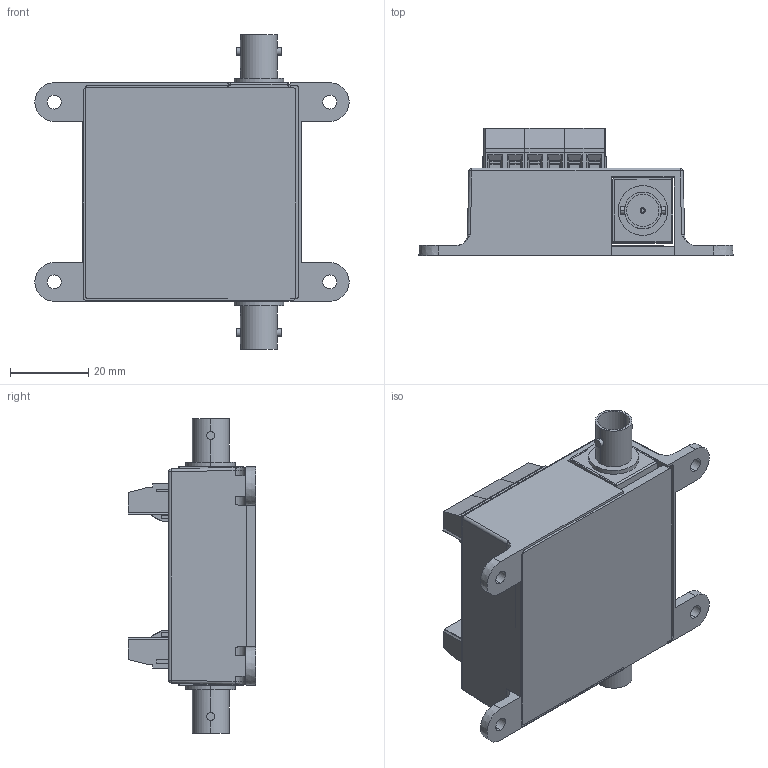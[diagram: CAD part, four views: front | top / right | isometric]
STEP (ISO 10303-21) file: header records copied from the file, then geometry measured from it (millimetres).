
FILE_DESCRIPTION (( 'STEP AP214' ), '1' );
FILE_NAME ('1101-607-1-E.STEP', '2019-01-24T19:58:03', ( '' ), ( '' ), 'SwSTEP 2.0', 'SolidWorks 2018', '' );
FILE_SCHEMA (( 'AUTOMOTIVE_DESIGN' ));
Length unit declared in the file: inch
Products named in the file (33): 1101-607-1-E; 2001-050; 2105-243; 2003-4015; 2250-670; Jack Assy 221245-1^2500-221; 2001-161-1; 2001-161-2_BNC assy; 2001-161; 2001-161-1_BNC assy; 2001-049; 2200-317; Jam Nut 1-330249-1^2500-221; 2021-193; 2003-1620; 2500-221; 2250-671; 2001-161-2
Assembly tree (21 placements, depth 4):
  1101-607-1-E
    2021-193
      2001-050
    2250-670
      2200-317
      2105-243  x6
    2250-671
      2001-161
        2001-161-1_BNC assy
        2001-161-2_BNC assy
      2500-221  x2
        Jack Assy 221245-1^2500-221
        Jam Nut 1-330249-1^2500-221
    2001-049
    2003-4015
    2003-1620
  2001-050
  Jack Assy 221245-1^2500-221
  2001-161-1
  2105-243
Bounding box: 80.37 x 32.64 x 80.52 mm (x, y, z)
Volume: 32163.2 mm3; surface area: 50225.5 mm2
Topology: 53 solids, 53 shells, 4745 faces, 12858 edges, 8508 vertices
Faces by surface type: plane 3668, bspline 694, cylinder 375, cone 4, sphere 4
Entity records: 181871 total; most frequent: CARTESIAN_POINT 58472, ORIENTED_EDGE 19010, DIRECTION 14283, EDGE_CURVE 9505, LINE 7621, VECTOR 7621, VERTEX_POINT 6310, EDGE_LOOP 3975
